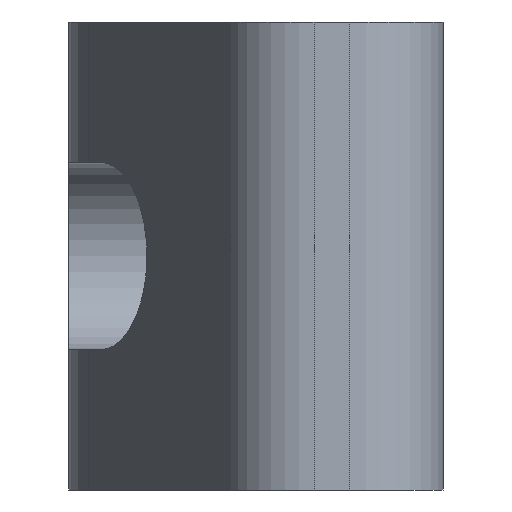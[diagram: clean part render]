
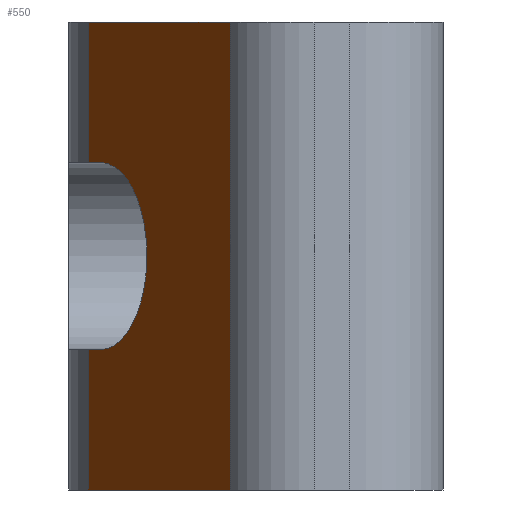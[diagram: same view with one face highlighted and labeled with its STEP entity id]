
A CAD part, front view. The second image highlights one B-rep face of the part: STEP entity #550.
In plain terms, the highlighted planar face has unit normal (-0.896, -0.444, 0).
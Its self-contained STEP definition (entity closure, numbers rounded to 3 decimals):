
#24=ELLIPSE('',#585,2.233,2.);
#31=PLANE('',#596);
#55=FACE_OUTER_BOUND('',#86,.T.);
#86=EDGE_LOOP('',(#431,#432,#433,#434,#435,#436,#437,#438));
#122=LINE('',#820,#174);
#123=LINE('',#825,#175);
#127=LINE('',#836,#179);
#130=LINE('',#854,#182);
#140=LINE('',#873,#192);
#141=LINE('',#876,#193);
#142=LINE('',#877,#194);
#174=VECTOR('',#651,6.822);
#175=VECTOR('',#658,10.);
#179=VECTOR('',#666,0.586);
#182=VECTOR('',#687,0.586);
#192=VECTOR('',#703,3.);
#193=VECTOR('',#706,3.);
#194=VECTOR('',#707,6.822);
#252=VERTEX_POINT('',#817);
#253=VERTEX_POINT('',#819);
#254=VERTEX_POINT('',#823);
#256=VERTEX_POINT('',#828);
#259=VERTEX_POINT('',#834);
#260=VERTEX_POINT('',#838);
#265=VERTEX_POINT('',#852);
#272=VERTEX_POINT('',#875);
#307=EDGE_CURVE('',#253,#252,#122,.T.);
#310=EDGE_CURVE('',#253,#254,#123,.T.);
#315=EDGE_CURVE('',#256,#259,#127,.T.);
#316=EDGE_CURVE('',#259,#260,#24,.T.);
#324=EDGE_CURVE('',#260,#265,#130,.T.);
#334=EDGE_CURVE('',#256,#252,#140,.T.);
#335=EDGE_CURVE('',#272,#265,#141,.T.);
#336=EDGE_CURVE('',#254,#272,#142,.T.);
#431=ORIENTED_EDGE('',*,*,#310,.F.);
#432=ORIENTED_EDGE('',*,*,#307,.T.);
#433=ORIENTED_EDGE('',*,*,#334,.F.);
#434=ORIENTED_EDGE('',*,*,#315,.T.);
#435=ORIENTED_EDGE('',*,*,#316,.T.);
#436=ORIENTED_EDGE('',*,*,#324,.T.);
#437=ORIENTED_EDGE('',*,*,#335,.F.);
#438=ORIENTED_EDGE('',*,*,#336,.F.);
#550=ADVANCED_FACE('',(#55),#31,.T.);
#585=AXIS2_PLACEMENT_3D('',#839,#669,#670);
#596=AXIS2_PLACEMENT_3D('',#874,#704,#705);
#651=DIRECTION('',(-0.444,0.896,0.));
#658=DIRECTION('',(0.,0.,-1.));
#666=DIRECTION('',(0.444,-0.896,0.));
#669=DIRECTION('center_axis',(0.896,0.444,0.));
#670=DIRECTION('ref_axis',(-0.444,0.896,0.));
#687=DIRECTION('',(-0.444,0.896,0.));
#703=DIRECTION('',(0.,0.,1.));
#704=DIRECTION('center_axis',(-0.896,-0.444,0.));
#705=DIRECTION('ref_axis',(-0.444,0.896,0.));
#706=DIRECTION('',(0.,0.,1.));
#707=DIRECTION('',(-0.444,0.896,0.));
#817=CARTESIAN_POINT('',(-3.583,-16.778,10.));
#819=CARTESIAN_POINT('',(-0.551,-22.889,10.));
#820=CARTESIAN_POINT('',(-0.698,-22.593,10.));
#823=CARTESIAN_POINT('',(-0.551,-22.889,0.));
#825=CARTESIAN_POINT('',(-0.551,-22.889,10.));
#828=CARTESIAN_POINT('',(-3.583,-16.778,7.));
#834=CARTESIAN_POINT('',(-3.323,-17.303,7.));
#836=CARTESIAN_POINT('',(-2.187,-19.593,7.));
#838=CARTESIAN_POINT('',(-3.323,-17.303,3.));
#839=CARTESIAN_POINT('Origin',(-3.323,-17.303,5.));
#852=CARTESIAN_POINT('',(-3.583,-16.778,3.));
#854=CARTESIAN_POINT('',(-1.728,-20.517,3.));
#873=CARTESIAN_POINT('',(-3.583,-16.778,0.));
#874=CARTESIAN_POINT('Origin',(0.,-24.,10.));
#875=CARTESIAN_POINT('',(-3.583,-16.778,0.));
#876=CARTESIAN_POINT('',(-3.583,-16.778,0.));
#877=CARTESIAN_POINT('',(-0.698,-22.593,0.));
